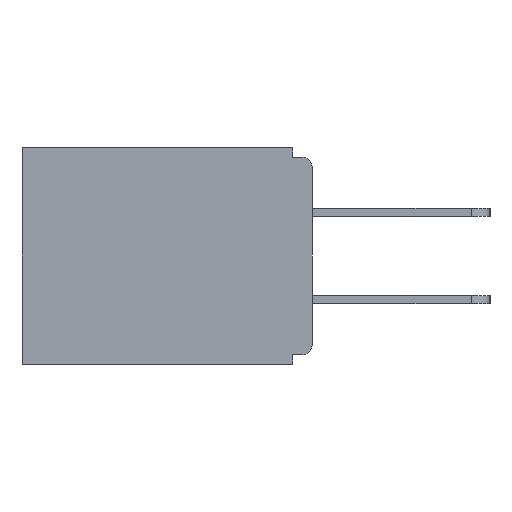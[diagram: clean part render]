
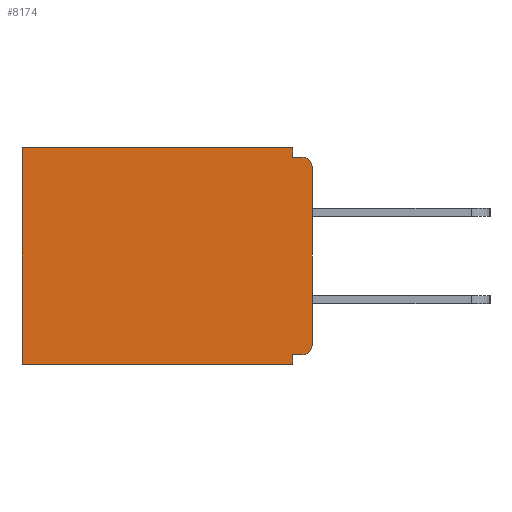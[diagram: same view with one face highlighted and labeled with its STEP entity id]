
A CAD part, left-side view. The second image highlights one B-rep face of the part: STEP entity #8174.
In plain terms, the highlighted planar face has unit normal (-1, 0, 0).
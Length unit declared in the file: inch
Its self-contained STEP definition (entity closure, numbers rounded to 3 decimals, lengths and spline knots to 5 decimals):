
#263 = LINE ( 'NONE', #10175, #5961 ) ;
#770 = VECTOR ( 'NONE', #17531, 39.37008 ) ;
#934 = ORIENTED_EDGE ( 'NONE', *, *, #14143, .T. ) ;
#1734 = CARTESIAN_POINT ( 'NONE',  ( 0.298, 0.46, 0. ) ) ;
#1853 = EDGE_CURVE ( 'NONE', #22722, #15419, #263, .T. ) ;
#3080 = LINE ( 'NONE', #16066, #13765 ) ;
#3748 = DIRECTION ( 'NONE',  ( 0., 0., -1. ) ) ;
#3827 = VERTEX_POINT ( 'NONE', #15699 ) ;
#4229 = DIRECTION ( 'NONE',  ( 0., 1., 0. ) ) ;
#4349 = EDGE_CURVE ( 'NONE', #6476, #22722, #23727, .T. ) ;
#4693 = LINE ( 'NONE', #5272, #19615 ) ;
#4726 = CARTESIAN_POINT ( 'NONE',  ( 0.298, 0.031, -0.343 ) ) ;
#4845 = CARTESIAN_POINT ( 'NONE',  ( 0.298, 0., -0.313 ) ) ;
#4972 = EDGE_CURVE ( 'NONE', #6476, #24303, #17940, .T. ) ;
#5129 = CARTESIAN_POINT ( 'NONE',  ( 0.298, 0.46, 0. ) ) ;
#5272 = CARTESIAN_POINT ( 'NONE',  ( 0.298, 0., -0.328 ) ) ;
#5354 = CARTESIAN_POINT ( 'NONE',  ( 0.298, 0.031, -0.343 ) ) ;
#5496 = VECTOR ( 'NONE', #15380, 39.37008 ) ;
#5961 = VECTOR ( 'NONE', #10255, 39.37008 ) ;
#6355 = ORIENTED_EDGE ( 'NONE', *, *, #14137, .F. ) ;
#6406 = FACE_OUTER_BOUND ( 'NONE', #19810, .T. ) ;
#6476 = VERTEX_POINT ( 'NONE', #8706 ) ;
#6603 = CARTESIAN_POINT ( 'NONE',  ( 0.298, 0.015, -0.313 ) ) ;
#7155 = CARTESIAN_POINT ( 'NONE',  ( 0.298, 0.015, -0.03 ) ) ;
#7443 = EDGE_CURVE ( 'NONE', #24303, #10909, #17948, .T. ) ;
#7894 = ORIENTED_EDGE ( 'NONE', *, *, #4349, .F. ) ;
#8174 = ADVANCED_FACE ( 'NONE', ( #6406 ), #19589, .F. ) ;
#8377 = CIRCLE ( 'NONE', #9685, 0.015 ) ;
#8706 = CARTESIAN_POINT ( 'NONE',  ( 0.298, 0.031, 0. ) ) ;
#9662 = VERTEX_POINT ( 'NONE', #4726 ) ;
#9685 = AXIS2_PLACEMENT_3D ( 'NONE', #7155, #20693, #11161 ) ;
#10102 = CIRCLE ( 'NONE', #21905, 0.015 ) ;
#10175 = CARTESIAN_POINT ( 'NONE',  ( 0.298, 0., -0.015 ) ) ;
#10255 = DIRECTION ( 'NONE',  ( 0., -1., 0. ) ) ;
#10435 = LINE ( 'NONE', #23275, #770 ) ;
#10528 = LINE ( 'NONE', #5354, #21150 ) ;
#10583 = VERTEX_POINT ( 'NONE', #4845 ) ;
#10756 = DIRECTION ( 'NONE',  ( 0., 0., -1. ) ) ;
#10909 = VERTEX_POINT ( 'NONE', #13499 ) ;
#11161 = DIRECTION ( 'NONE',  ( 0., 0., -1. ) ) ;
#11387 = CARTESIAN_POINT ( 'NONE',  ( 0.298, 0., -0.03 ) ) ;
#11639 = DIRECTION ( 'NONE',  ( 0., 0., -1. ) ) ;
#12354 = ORIENTED_EDGE ( 'NONE', *, *, #1853, .F. ) ;
#12419 = ORIENTED_EDGE ( 'NONE', *, *, #21416, .T. ) ;
#13048 = AXIS2_PLACEMENT_3D ( 'NONE', #21183, #17412, #11639 ) ;
#13499 = CARTESIAN_POINT ( 'NONE',  ( 0.298, 0.46, -0.343 ) ) ;
#13765 = VECTOR ( 'NONE', #4229, 39.37008 ) ;
#14137 = EDGE_CURVE ( 'NONE', #17840, #3827, #4693, .T. ) ;
#14143 = EDGE_CURVE ( 'NONE', #15150, #15419, #8377, .T. ) ;
#14215 = CARTESIAN_POINT ( 'NONE',  ( 0.298, 0.015, -0.328 ) ) ;
#14430 = DIRECTION ( 'NONE',  ( -1., 0., 0. ) ) ;
#15150 = VERTEX_POINT ( 'NONE', #11387 ) ;
#15203 = CARTESIAN_POINT ( 'NONE',  ( 0.298, 0.031, -0.015 ) ) ;
#15380 = DIRECTION ( 'NONE',  ( 0., 1., 0. ) ) ;
#15419 = VERTEX_POINT ( 'NONE', #16209 ) ;
#15662 = ORIENTED_EDGE ( 'NONE', *, *, #21553, .F. ) ;
#15699 = CARTESIAN_POINT ( 'NONE',  ( 0.298, 0.031, -0.328 ) ) ;
#16045 = EDGE_CURVE ( 'NONE', #15150, #10583, #10435, .T. ) ;
#16066 = CARTESIAN_POINT ( 'NONE',  ( 0.298, 0., -0.343 ) ) ;
#16209 = CARTESIAN_POINT ( 'NONE',  ( 0.298, 0.015, -0.015 ) ) ;
#17412 = DIRECTION ( 'NONE',  ( 1., 0., 0. ) ) ;
#17531 = DIRECTION ( 'NONE',  ( 0., 0., -1. ) ) ;
#17840 = VERTEX_POINT ( 'NONE', #14215 ) ;
#17940 = LINE ( 'NONE', #19258, #5496 ) ;
#17948 = LINE ( 'NONE', #5129, #18543 ) ;
#18543 = VECTOR ( 'NONE', #10756, 39.37008 ) ;
#18579 = VECTOR ( 'NONE', #3748, 39.37008 ) ;
#18858 = DIRECTION ( 'NONE',  ( 0., 1., 0. ) ) ;
#18932 = ORIENTED_EDGE ( 'NONE', *, *, #7443, .T. ) ;
#19258 = CARTESIAN_POINT ( 'NONE',  ( 0.298, 0., 0. ) ) ;
#19589 = PLANE ( 'NONE',  #13048 ) ;
#19615 = VECTOR ( 'NONE', #18858, 39.37008 ) ;
#19810 = EDGE_LOOP ( 'NONE', ( #934, #12354, #7894, #22229, #18932, #15662, #21864, #6355, #12419, #20560 ) ) ;
#20560 = ORIENTED_EDGE ( 'NONE', *, *, #16045, .F. ) ;
#20693 = DIRECTION ( 'NONE',  ( -1., 0., 0. ) ) ;
#20782 = DIRECTION ( 'NONE',  ( 0., 0., -1. ) ) ;
#21150 = VECTOR ( 'NONE', #20782, 39.37008 ) ;
#21183 = CARTESIAN_POINT ( 'NONE',  ( 0.298, 0., 0. ) ) ;
#21416 = EDGE_CURVE ( 'NONE', #17840, #10583, #10102, .T. ) ;
#21553 = EDGE_CURVE ( 'NONE', #9662, #10909, #3080, .T. ) ;
#21864 = ORIENTED_EDGE ( 'NONE', *, *, #24172, .F. ) ;
#21905 = AXIS2_PLACEMENT_3D ( 'NONE', #6603, #14430, #24059 ) ;
#22229 = ORIENTED_EDGE ( 'NONE', *, *, #4972, .T. ) ;
#22722 = VERTEX_POINT ( 'NONE', #15203 ) ;
#23003 = CARTESIAN_POINT ( 'NONE',  ( 0.298, 0.031, -0.343 ) ) ;
#23275 = CARTESIAN_POINT ( 'NONE',  ( 0.298, 0., 0. ) ) ;
#23727 = LINE ( 'NONE', #23003, #18579 ) ;
#24059 = DIRECTION ( 'NONE',  ( 0., 0., -1. ) ) ;
#24172 = EDGE_CURVE ( 'NONE', #3827, #9662, #10528, .T. ) ;
#24303 = VERTEX_POINT ( 'NONE', #1734 ) ;
